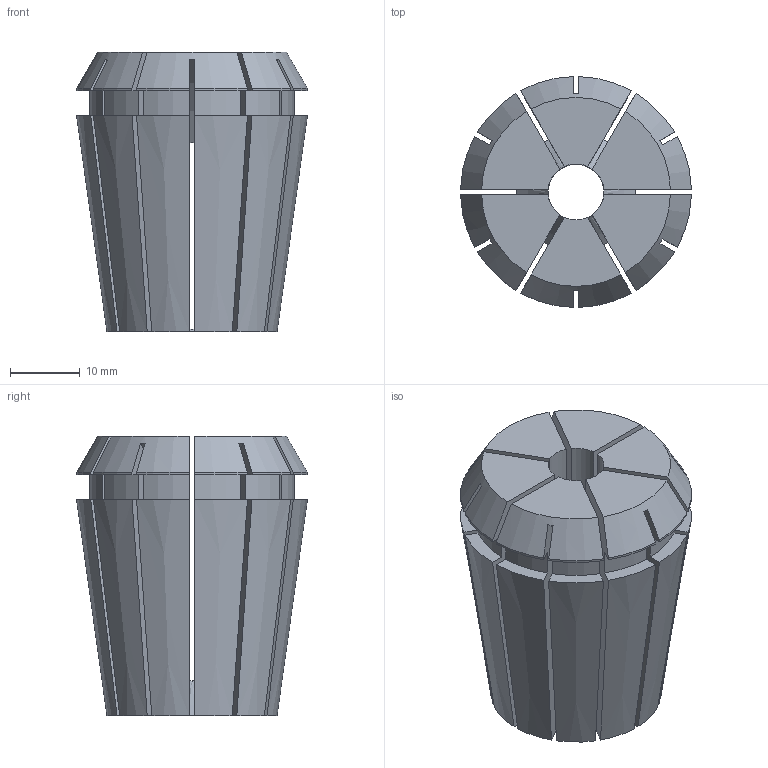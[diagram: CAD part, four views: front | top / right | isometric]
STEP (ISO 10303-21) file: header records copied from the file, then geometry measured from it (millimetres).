
FILE_DESCRIPTION (( 'STEP AP203' ), '1' );
FILE_NAME ('STP-5250-113-032-008-0(04330-08).STEP', '2021-09-23T07:39:03', ( '' ), ( '' ), 'SwSTEP 2.0', 'SolidWorks 2017', '' );
FILE_SCHEMA (( 'CONFIG_CONTROL_DESIGN' ));
Length unit declared in the file: millimetre
Products named in the file (1): STP-5250-113-032-008-0(04330-08)
Bounding box: 32.99 x 32.99 x 40 mm (x, y, z)
Volume: 20979 mm3; surface area: 14586.7 mm2
Topology: 1 solids, 1 shells, 117 faces, 366 edges, 244 vertices
Faces by surface type: plane 55, cylinder 44, cone 18
Entity records: 4521 total; most frequent: CARTESIAN_POINT 1190, ORIENTED_EDGE 732, DIRECTION 650, EDGE_CURVE 366, VERTEX_POINT 244, AXIS2_PLACEMENT_3D 240, VECTOR 170, LINE 170
